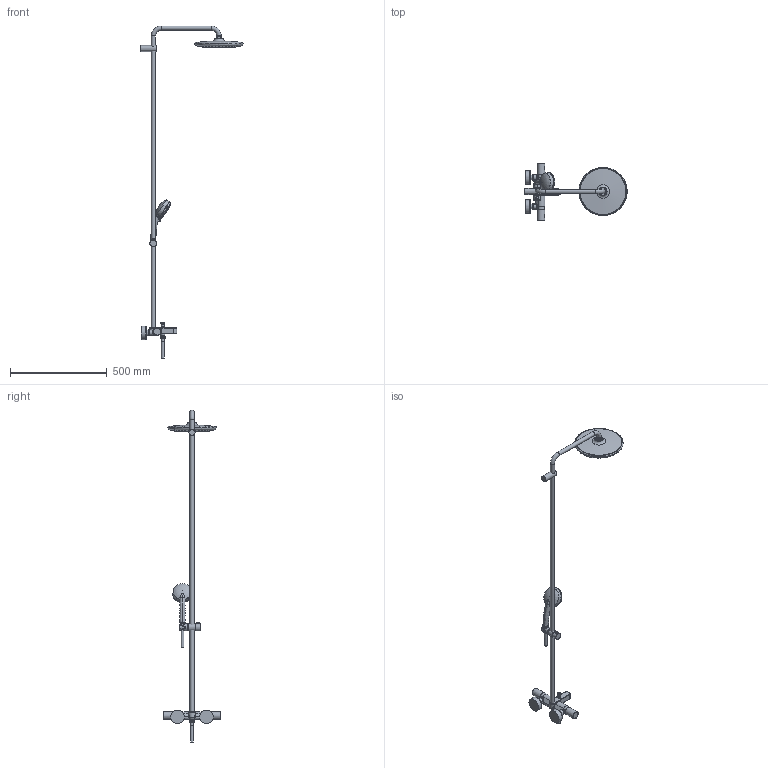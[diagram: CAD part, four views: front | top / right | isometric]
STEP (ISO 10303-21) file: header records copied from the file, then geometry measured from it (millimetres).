
FILE_DESCRIPTION(/* description */ ('Unknown'),/* implementation_level */ '2;1');
FILE_NAME(/* name */ '26672000',/* time_stamp */ '2022-09-08T15:22:40+02:00',/* author */ ('Unknown'),/* organization */ ('GROHE AG'),/* preprocessor_version */ 'ST-DEVELOPER v16.7',/* originating_system */ 'DEX',/* authorisation */ $);
FILE_SCHEMA (('AUTOMOTIVE_DESIGN {1 0 10303 214 3 1 1}'));
Products named in the file (13): 26672000; 26672000_0; 26672000_1; 081107 GTM1000C Handles Update02; 081107 GTM1000C Handles Update02_0; id179; 081107 GTM1000C Handles Update02_1; 40.1203.0 Dummy f黵 Kunde; 50.9697.1_Standard; extrude#; HEALED_BODY_2  ; trim_sur
Assembly tree (12 placements, depth 2):
  26672000
    26672000
    26672000_0
    26672000_1
    081107 GTM1000C Handles Update02
    081107 GTM1000C Handles Update02_0
    id179
    081107 GTM1000C Handles Update02_1
    40.1203.0 Dummy f黵 Kunde
    50.9697.1_Standard
    extrude#
    HEALED_BODY_2  
    trim_sur
Bounding box: 528.92 x 298.45 x 1717.04 mm (x, y, z)
Volume: 403279.5 mm3; surface area: 431858.2 mm2
Topology: 5 solids, 409 shells, 1640 faces, 7056 edges, 5580 vertices
Faces by surface type: bspline 689, cylinder 464, plane 156, cone 141, torus 138, sphere 52
Full cylindrical faces by diameter (mm): 1 x107, 2.2 x3, 2.8 x51, 3.6 x2, 3.8 x126, 5.375 x1, 6.175 x1, 8.925 x1, 9.725 x1, 12.4 x1, 13 x1, 13.2 x1, 15 x2, 15.196 x1, 15.3 x1, 16 x1, 16.2 x1, 16.25 x1, 17.55 x1, 18.196 x1, 19.9 x1, 20.955 x2, 20.96 x1, 22 x3, 23 x2, 27 x2, 31.3 x1, 33.4 x2, 36 x3, 40 x2
Entity records: 106525 total; most frequent: CARTESIAN_POINT 63394, ORIENTED_EDGE 7376, EDGE_CURVE 5501, VERTEX_POINT 4855, DIRECTION 4627, B_SPLINE_CURVE_WITH_KNOTS 3828, FACE_BOUND 2646, EDGE_LOOP 2645
